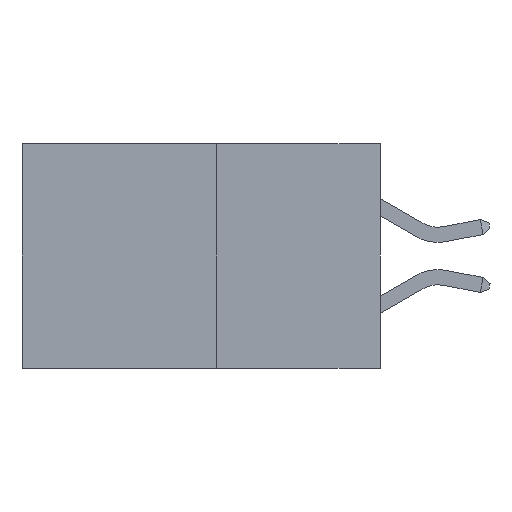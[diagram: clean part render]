
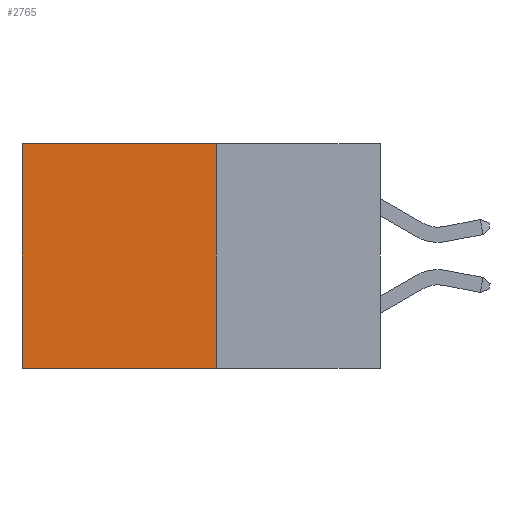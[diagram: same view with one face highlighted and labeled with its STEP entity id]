
A CAD part, left-side view. The second image highlights one B-rep face of the part: STEP entity #2765.
In plain terms, the highlighted planar face has unit normal (-1, 0, 0).
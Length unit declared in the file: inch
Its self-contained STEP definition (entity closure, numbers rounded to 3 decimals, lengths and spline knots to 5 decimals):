
#1511 = CARTESIAN_POINT ( 'NONE',  ( 0.277, 0.27, -0.37 ) ) ;
#2765 = ADVANCED_FACE ( 'NONE', ( #8505 ), #16696, .F. ) ;
#3978 = DIRECTION ( 'NONE',  ( 0., 0., -1. ) ) ;
#4015 = LINE ( 'NONE', #19394, #8042 ) ;
#4440 = DIRECTION ( 'NONE',  ( 0., 1., 0. ) ) ;
#4643 = ORIENTED_EDGE ( 'NONE', *, *, #17311, .F. ) ;
#5111 = CARTESIAN_POINT ( 'NONE',  ( 0.277, 0.27, -0.37 ) ) ;
#6071 = DIRECTION ( 'NONE',  ( 0., 0., -1. ) ) ;
#7008 = VERTEX_POINT ( 'NONE', #5111 ) ;
#8042 = VECTOR ( 'NONE', #6071, 39.37008 ) ;
#8505 = FACE_OUTER_BOUND ( 'NONE', #21579, .T. ) ;
#8723 = ORIENTED_EDGE ( 'NONE', *, *, #20334, .T. ) ;
#8942 = CARTESIAN_POINT ( 'NONE',  ( 0.277, 0.59, -0.37 ) ) ;
#9127 = VERTEX_POINT ( 'NONE', #21377 ) ;
#9469 = VERTEX_POINT ( 'NONE', #8942 ) ;
#9643 = CARTESIAN_POINT ( 'NONE',  ( 0.277, 0.27, 0. ) ) ;
#11312 = LINE ( 'NONE', #12375, #20130 ) ;
#12375 = CARTESIAN_POINT ( 'NONE',  ( 0.277, 0.59, -0.37 ) ) ;
#12588 = LINE ( 'NONE', #1511, #17054 ) ;
#13392 = EDGE_CURVE ( 'NONE', #13487, #7008, #4015, .T. ) ;
#13487 = VERTEX_POINT ( 'NONE', #9643 ) ;
#13780 = VECTOR ( 'NONE', #4440, 39.37008 ) ;
#13808 = ORIENTED_EDGE ( 'NONE', *, *, #15472, .T. ) ;
#14491 = CARTESIAN_POINT ( 'NONE',  ( 0.277, 0.27, 0. ) ) ;
#14876 = ORIENTED_EDGE ( 'NONE', *, *, #13392, .F. ) ;
#15472 = EDGE_CURVE ( 'NONE', #9127, #9469, #11312, .T. ) ;
#16412 = DIRECTION ( 'NONE',  ( 0., 0., -1. ) ) ;
#16580 = DIRECTION ( 'NONE',  ( 1., 0., 0. ) ) ;
#16677 = DIRECTION ( 'NONE',  ( 0., 1., 0. ) ) ;
#16696 = PLANE ( 'NONE',  #18018 ) ;
#16788 = CARTESIAN_POINT ( 'NONE',  ( 0.277, 0.27, -0.37 ) ) ;
#17054 = VECTOR ( 'NONE', #16677, 39.37008 ) ;
#17311 = EDGE_CURVE ( 'NONE', #7008, #9469, #12588, .T. ) ;
#17726 = LINE ( 'NONE', #14491, #13780 ) ;
#18018 = AXIS2_PLACEMENT_3D ( 'NONE', #16788, #16580, #16412 ) ;
#19394 = CARTESIAN_POINT ( 'NONE',  ( 0.277, 0.27, -0.37 ) ) ;
#20130 = VECTOR ( 'NONE', #3978, 39.37008 ) ;
#20334 = EDGE_CURVE ( 'NONE', #13487, #9127, #17726, .T. ) ;
#21377 = CARTESIAN_POINT ( 'NONE',  ( 0.277, 0.59, 0. ) ) ;
#21579 = EDGE_LOOP ( 'NONE', ( #13808, #4643, #14876, #8723 ) ) ;
